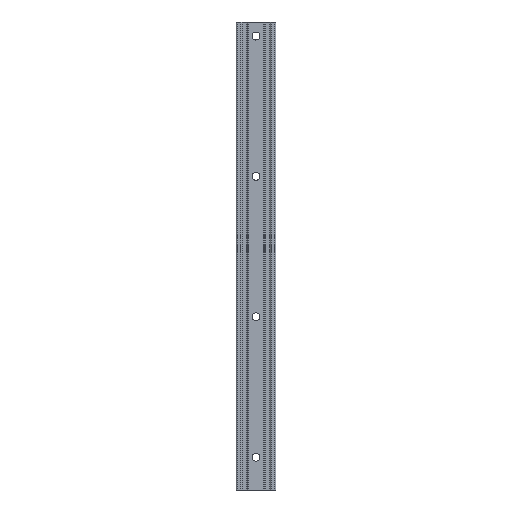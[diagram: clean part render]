
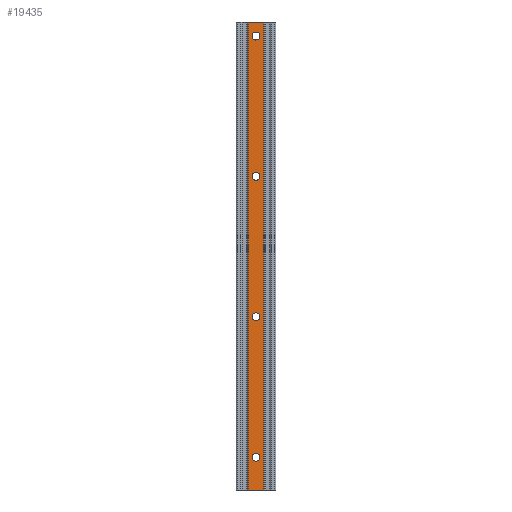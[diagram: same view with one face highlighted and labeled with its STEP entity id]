
A CAD part, front view. The second image highlights one B-rep face of the part: STEP entity #19435.
In plain terms, the highlighted planar face has unit normal (0, -1, 0).
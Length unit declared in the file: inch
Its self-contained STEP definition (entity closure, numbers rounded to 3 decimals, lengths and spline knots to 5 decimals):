
#10 = ORIENTED_EDGE ( 'NONE', *, *, #9790, .T. ) ;
#124 = VERTEX_POINT ( 'NONE', #5188 ) ;
#293 = CARTESIAN_POINT ( 'NONE',  ( 0., 0., -2.59842 ) ) ;
#432 = CARTESIAN_POINT ( 'NONE',  ( -0.13372, 0., 0. ) ) ;
#692 = VECTOR ( 'NONE', #24605, 39.37008 ) ;
#951 = VERTEX_POINT ( 'NONE', #21448 ) ;
#1058 = DIRECTION ( 'NONE',  ( 0., 0., 1. ) ) ;
#1341 = LINE ( 'NONE', #24727, #692 ) ;
#2373 = CIRCLE ( 'NONE', #22475, 0.06693 ) ;
#2851 = EDGE_CURVE ( 'NONE', #12517, #11657, #18426, .T. ) ;
#2986 = ORIENTED_EDGE ( 'NONE', *, *, #17712, .T. ) ;
#3125 = CARTESIAN_POINT ( 'NONE',  ( 0., 0., -2.59842 ) ) ;
#3249 = DIRECTION ( 'NONE',  ( 0., 0., 1. ) ) ;
#3254 = CARTESIAN_POINT ( 'NONE',  ( 0., 0., -0.30315 ) ) ;
#3264 = DIRECTION ( 'NONE',  ( 0., 0., 1. ) ) ;
#3277 = DIRECTION ( 'NONE',  ( 0., 0., 1. ) ) ;
#4371 = DIRECTION ( 'NONE',  ( 0., 0., 1. ) ) ;
#4452 = EDGE_LOOP ( 'NONE', ( #21222, #14914, #15869, #2986 ) ) ;
#4656 = DIRECTION ( 'NONE',  ( 1., 0., 0. ) ) ;
#5161 = EDGE_CURVE ( 'NONE', #11657, #12517, #24799, .T. ) ;
#5188 = CARTESIAN_POINT ( 'NONE',  ( 0., 0., -5.02756 ) ) ;
#5189 = CARTESIAN_POINT ( 'NONE',  ( 0., 0., -4.96063 ) ) ;
#5222 = DIRECTION ( 'NONE',  ( 0., 0., -1. ) ) ;
#5228 = CARTESIAN_POINT ( 'NONE',  ( 0., 0., -2.5315 ) ) ;
#5504 = CIRCLE ( 'NONE', #21122, 0.06693 ) ;
#6457 = ORIENTED_EDGE ( 'NONE', *, *, #11307, .T. ) ;
#6656 = DIRECTION ( 'NONE',  ( 1., 0., 0. ) ) ;
#7439 = ORIENTED_EDGE ( 'NONE', *, *, #19029, .T. ) ;
#7444 = VERTEX_POINT ( 'NONE', #9820 ) ;
#7514 = VECTOR ( 'NONE', #8065, 39.37008 ) ;
#7625 = ORIENTED_EDGE ( 'NONE', *, *, #18681, .T. ) ;
#7983 = DIRECTION ( 'NONE',  ( 0., 1., 0. ) ) ;
#8065 = DIRECTION ( 'NONE',  ( 0., 0., 1. ) ) ;
#8136 = DIRECTION ( 'NONE',  ( 0., 1., 0. ) ) ;
#8393 = CIRCLE ( 'NONE', #24387, 0.06693 ) ;
#8484 = DIRECTION ( 'NONE',  ( 0., 0., 1. ) ) ;
#8700 = CARTESIAN_POINT ( 'NONE',  ( -0.13372, 0., -7.874 ) ) ;
#8828 = DIRECTION ( 'NONE',  ( 0., 0., 1. ) ) ;
#9387 = EDGE_LOOP ( 'NONE', ( #7625, #10 ) ) ;
#9790 = EDGE_CURVE ( 'NONE', #124, #951, #23187, .T. ) ;
#9803 = CARTESIAN_POINT ( 'NONE',  ( -0.13372, 0., -7.874 ) ) ;
#9820 = CARTESIAN_POINT ( 'NONE',  ( -0.13372, 0., 0. ) ) ;
#9880 = VECTOR ( 'NONE', #6656, 39.37008 ) ;
#10104 = ORIENTED_EDGE ( 'NONE', *, *, #21385, .T. ) ;
#10153 = AXIS2_PLACEMENT_3D ( 'NONE', #22785, #20889, #11116 ) ;
#10185 = LINE ( 'NONE', #432, #17751 ) ;
#10233 = EDGE_LOOP ( 'NONE', ( #18719, #13982 ) ) ;
#10601 = EDGE_LOOP ( 'NONE', ( #6457, #10104 ) ) ;
#10789 = CARTESIAN_POINT ( 'NONE',  ( 0.13372, 0., 0. ) ) ;
#10991 = CIRCLE ( 'NONE', #24514, 0.06693 ) ;
#11035 = PLANE ( 'NONE',  #15956 ) ;
#11086 = EDGE_CURVE ( 'NONE', #18758, #7444, #1341, .T. ) ;
#11112 = ORIENTED_EDGE ( 'NONE', *, *, #22259, .T. ) ;
#11116 = DIRECTION ( 'NONE',  ( 0., 0., 1. ) ) ;
#11307 = EDGE_CURVE ( 'NONE', #20973, #14986, #10991, .T. ) ;
#11657 = VERTEX_POINT ( 'NONE', #12450 ) ;
#12450 = CARTESIAN_POINT ( 'NONE',  ( 0., 0., -7.25591 ) ) ;
#12517 = VERTEX_POINT ( 'NONE', #19817 ) ;
#12601 = CIRCLE ( 'NONE', #20825, 0.06693 ) ;
#13982 = ORIENTED_EDGE ( 'NONE', *, *, #2851, .T. ) ;
#14249 = LINE ( 'NONE', #8700, #9880 ) ;
#14416 = VERTEX_POINT ( 'NONE', #10789 ) ;
#14875 = FACE_BOUND ( 'NONE', #18378, .T. ) ;
#14914 = ORIENTED_EDGE ( 'NONE', *, *, #11086, .F. ) ;
#14986 = VERTEX_POINT ( 'NONE', #17983 ) ;
#15869 = ORIENTED_EDGE ( 'NONE', *, *, #16554, .T. ) ;
#15956 = AXIS2_PLACEMENT_3D ( 'NONE', #16940, #22822, #5222 ) ;
#16037 = CARTESIAN_POINT ( 'NONE',  ( 0.13372, 0., -7.874 ) ) ;
#16554 = EDGE_CURVE ( 'NONE', #18758, #18243, #14249, .T. ) ;
#16940 = CARTESIAN_POINT ( 'NONE',  ( -0.13372, 0., -7.874 ) ) ;
#17069 = FACE_BOUND ( 'NONE', #10601, .T. ) ;
#17263 = EDGE_CURVE ( 'NONE', #7444, #14416, #10185, .T. ) ;
#17424 = AXIS2_PLACEMENT_3D ( 'NONE', #24753, #20552, #8828 ) ;
#17712 = EDGE_CURVE ( 'NONE', #18243, #14416, #21951, .T. ) ;
#17751 = VECTOR ( 'NONE', #4656, 39.37008 ) ;
#17983 = CARTESIAN_POINT ( 'NONE',  ( 0., 0., -2.66535 ) ) ;
#18169 = CARTESIAN_POINT ( 'NONE',  ( 0., 0., -4.96063 ) ) ;
#18243 = VERTEX_POINT ( 'NONE', #25328 ) ;
#18378 = EDGE_LOOP ( 'NONE', ( #7439, #11112 ) ) ;
#18426 = CIRCLE ( 'NONE', #10153, 0.06693 ) ;
#18659 = VERTEX_POINT ( 'NONE', #24610 ) ;
#18681 = EDGE_CURVE ( 'NONE', #951, #124, #12601, .T. ) ;
#18719 = ORIENTED_EDGE ( 'NONE', *, *, #5161, .T. ) ;
#18758 = VERTEX_POINT ( 'NONE', #9803 ) ;
#19029 = EDGE_CURVE ( 'NONE', #18659, #24742, #2373, .T. ) ;
#19435 = ADVANCED_FACE ( 'NONE', ( #17069, #14875, #22709, #22956, #24886 ), #11035, .T. ) ;
#19817 = CARTESIAN_POINT ( 'NONE',  ( 0., 0., -7.38976 ) ) ;
#19957 = AXIS2_PLACEMENT_3D ( 'NONE', #18169, #22501, #8484 ) ;
#20552 = DIRECTION ( 'NONE',  ( 0., 1., 0. ) ) ;
#20623 = DIRECTION ( 'NONE',  ( 0., 1., 0. ) ) ;
#20825 = AXIS2_PLACEMENT_3D ( 'NONE', #5189, #21957, #3277 ) ;
#20883 = DIRECTION ( 'NONE',  ( 0., 1., 0. ) ) ;
#20889 = DIRECTION ( 'NONE',  ( 0., 1., 0. ) ) ;
#20973 = VERTEX_POINT ( 'NONE', #5228 ) ;
#21122 = AXIS2_PLACEMENT_3D ( 'NONE', #3125, #20623, #1058 ) ;
#21222 = ORIENTED_EDGE ( 'NONE', *, *, #17263, .F. ) ;
#21385 = EDGE_CURVE ( 'NONE', #14986, #20973, #5504, .T. ) ;
#21448 = CARTESIAN_POINT ( 'NONE',  ( 0., 0., -4.8937 ) ) ;
#21951 = LINE ( 'NONE', #16037, #7514 ) ;
#21957 = DIRECTION ( 'NONE',  ( 0., 1., 0. ) ) ;
#21996 = CARTESIAN_POINT ( 'NONE',  ( 0., 0., -0.23622 ) ) ;
#22259 = EDGE_CURVE ( 'NONE', #24742, #18659, #8393, .T. ) ;
#22475 = AXIS2_PLACEMENT_3D ( 'NONE', #21996, #7983, #4371 ) ;
#22501 = DIRECTION ( 'NONE',  ( 0., 1., 0. ) ) ;
#22709 = FACE_OUTER_BOUND ( 'NONE', #4452, .T. ) ;
#22785 = CARTESIAN_POINT ( 'NONE',  ( 0., 0., -7.32283 ) ) ;
#22822 = DIRECTION ( 'NONE',  ( 0., -1., 0. ) ) ;
#22956 = FACE_BOUND ( 'NONE', #9387, .T. ) ;
#23156 = CARTESIAN_POINT ( 'NONE',  ( 0., 0., -0.23622 ) ) ;
#23187 = CIRCLE ( 'NONE', #19957, 0.06693 ) ;
#24387 = AXIS2_PLACEMENT_3D ( 'NONE', #23156, #20883, #3264 ) ;
#24514 = AXIS2_PLACEMENT_3D ( 'NONE', #293, #8136, #3249 ) ;
#24605 = DIRECTION ( 'NONE',  ( 0., 0., 1. ) ) ;
#24610 = CARTESIAN_POINT ( 'NONE',  ( 0., 0., -0.16929 ) ) ;
#24727 = CARTESIAN_POINT ( 'NONE',  ( -0.13372, 0., -7.874 ) ) ;
#24742 = VERTEX_POINT ( 'NONE', #3254 ) ;
#24753 = CARTESIAN_POINT ( 'NONE',  ( 0., 0., -7.32283 ) ) ;
#24799 = CIRCLE ( 'NONE', #17424, 0.06693 ) ;
#24886 = FACE_BOUND ( 'NONE', #10233, .T. ) ;
#25328 = CARTESIAN_POINT ( 'NONE',  ( 0.13372, 0., -7.874 ) ) ;
